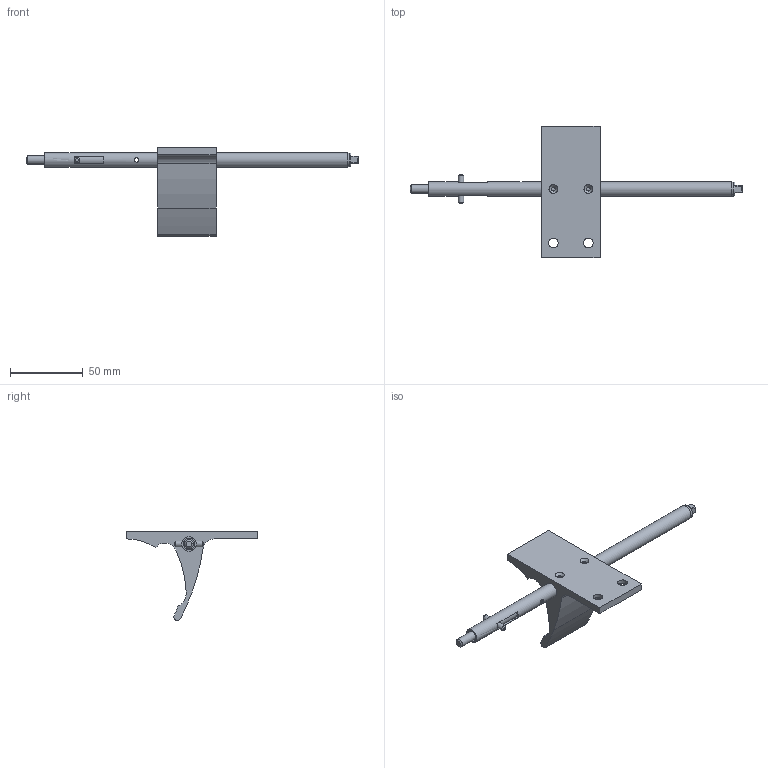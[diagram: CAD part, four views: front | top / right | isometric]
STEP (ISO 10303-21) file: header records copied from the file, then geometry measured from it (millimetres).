
FILE_DESCRIPTION(('FreeCAD Model'),'2;1');
FILE_NAME('Open CASCADE Shape Model','2024-04-05T21:32:28',(''),(''), 'Open CASCADE STEP processor 7.6','FreeCAD','Unknown');
FILE_SCHEMA(('AUTOMOTIVE_DESIGN { 1 0 10303 214 1 1 1 1 }'));
Length unit declared in the file: millimetre
Products named in the file (6): Part; mount001; pipe001; handle001; handle__001; M5x10-Screw001
Assembly tree (5 placements, depth 2):
  Part
    mount001
    pipe001
    handle001
    handle__001
    M5x10-Screw001
Bounding box: 228 x 90 x 61 mm (x, y, z)
Volume: 54232.9 mm3; surface area: 27006.1 mm2
Topology: 5 solids, 5 shells, 171 faces, 383 edges, 223 vertices
Faces by surface type: bspline 75, cylinder 49, plane 33, cone 12, revolution 2
Full cylindrical faces by diameter (mm): 2.52 x6, 3 x2, 4 x3, 4.2 x1, 5 x11, 6 x1, 6.6 x2, 7.9 x1, 8 x1, 9.5 x1, 10 x2
Entity records: 13310 total; most frequent: CARTESIAN_POINT 9941, ORIENTED_EDGE 766, DIRECTION 482, EDGE_CURVE 383, VERTEX_POINT 223, FACE_BOUND 194, EDGE_LOOP 194, AXIS2_PLACEMENT_3D 192
